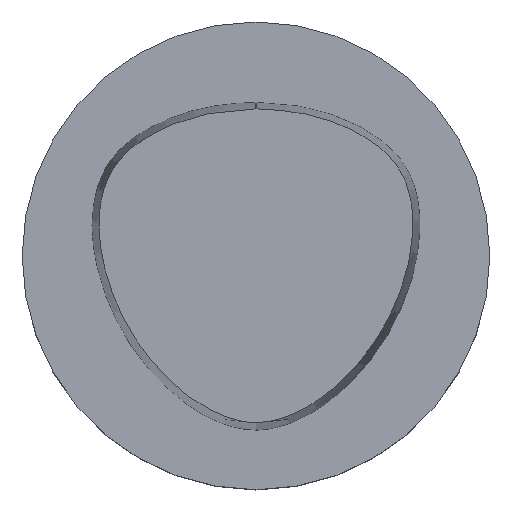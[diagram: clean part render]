
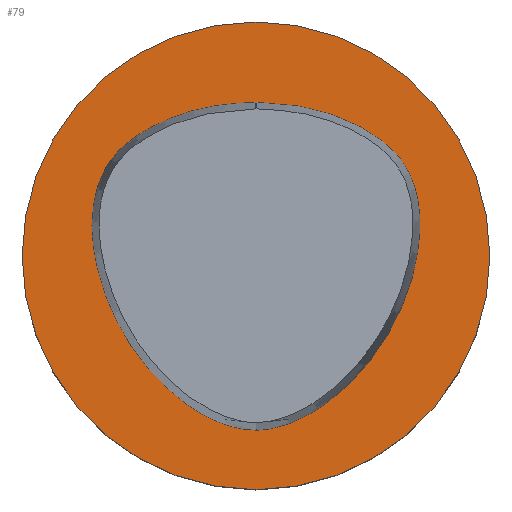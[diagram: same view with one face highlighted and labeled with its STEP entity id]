
A CAD part, top view. The second image highlights one B-rep face of the part: STEP entity #79.
In plain terms, the highlighted planar face has unit normal (0, 0, 1).
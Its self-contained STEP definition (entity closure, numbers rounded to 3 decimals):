
#79=ADVANCED_FACE('',(#95,#96),#97,.T.);
#95=FACE_BOUND('',#261,.T.);
#96=FACE_OUTER_BOUND('',#262,.T.);
#97=PLANE('',#263);
#261=EDGE_LOOP('',(#300,#301,#302));
#262=EDGE_LOOP('',(#303));
#263=AXIS2_PLACEMENT_3D('',#304,#305,#306);
#300=ORIENTED_EDGE('',*,*,#336,.T.);
#301=ORIENTED_EDGE('',*,*,#340,.T.);
#302=ORIENTED_EDGE('',*,*,#343,.T.);
#303=ORIENTED_EDGE('',*,*,#344,.T.);
#304=CARTESIAN_POINT('',(0.,15.746,0.));
#305=DIRECTION('',(0.,0.,1.0));
#306=DIRECTION('',(0.,1.0,0.));
#336=EDGE_CURVE('',#350,#351,#352,.T.);
#340=EDGE_CURVE('',#351,#358,#359,.T.);
#343=EDGE_CURVE('',#358,#350,#362,.T.);
#344=EDGE_CURVE('',#363,#363,#364,.T.);
#350=VERTEX_POINT('',#375);
#351=VERTEX_POINT('',#376);
#352=B_SPLINE_CURVE_WITH_KNOTS('',3,(#377,#378,#379,#380,#381,#382,#383,#384,#385,#386,#387,#388,#389,#390,#391,#392,#393),.UNSPECIFIED.,.F.,.F.,(4,1,1,1,1,1,1,1,1,1,1,1,1,1,4),(-13.23,-12.817,-12.403,-11.99,-11.576,-11.163,-10.956,-10.75,-10.336,-9.923,-9.096,-8.269,-7.442,-7.029,-6.615),.UNSPECIFIED.);
#358=VERTEX_POINT('',#416);
#359=B_SPLINE_CURVE_WITH_KNOTS('',3,(#417,#418,#419,#420,#421,#422,#423,#424,#425,#426,#427,#428,#429,#430,#431,#432,#433,#434),.UNSPECIFIED.,.F.,.F.,(4,1,1,1,1,1,1,1,1,2,1,1,1,1,4),(-6.615,-6.202,-5.788,-5.375,-4.961,-4.134,-3.308,-2.894,-2.481,-2.067,-1.654,-1.24,-0.827,-0.413,0.0),.UNSPECIFIED.);
#362=CIRCLE('',#453,0.95);
#363=VERTEX_POINT('',#454);
#364=CIRCLE('',#455,31.493);
#375=CARTESIAN_POINT('',(0.045,20.677,0.));
#376=CARTESIAN_POINT('',(0.044,-23.469,0.));
#377=CARTESIAN_POINT('',(0.045,20.677,0.));
#378=CARTESIAN_POINT('',(1.424,20.61,0.));
#379=CARTESIAN_POINT('',(4.223,20.484,0.));
#380=CARTESIAN_POINT('',(8.472,19.689,0.));
#381=CARTESIAN_POINT('',(12.514,18.243,0.0));
#382=CARTESIAN_POINT('',(16.304,16.173,0.));
#383=CARTESIAN_POINT('',(19.145,13.704,0.));
#384=CARTESIAN_POINT('',(20.732,11.101,0.0));
#385=CARTESIAN_POINT('',(21.783,8.281,0.));
#386=CARTESIAN_POINT('',(22.226,4.609,0.0));
#387=CARTESIAN_POINT('',(21.744,-1.113,0.0));
#388=CARTESIAN_POINT('',(19.552,-7.954,0.0));
#389=CARTESIAN_POINT('',(14.957,-15.209,0.0));
#390=CARTESIAN_POINT('',(9.668,-20.083,0.));
#391=CARTESIAN_POINT('',(4.516,-22.795,0.));
#392=CARTESIAN_POINT('',(1.559,-23.461,0.));
#393=CARTESIAN_POINT('',(0.044,-23.469,0.));
#416=CARTESIAN_POINT('',(-0.045,20.677,0.));
#417=CARTESIAN_POINT('',(0.044,-23.469,0.));
#418=CARTESIAN_POINT('',(-1.471,-23.477,0.));
#419=CARTESIAN_POINT('',(-4.439,-22.821,0.));
#420=CARTESIAN_POINT('',(-8.35,-20.8,0.));
#421=CARTESIAN_POINT('',(-11.745,-18.156,0.));
#422=CARTESIAN_POINT('',(-15.699,-14.041,0.));
#423=CARTESIAN_POINT('',(-19.535,-8.006,0.));
#424=CARTESIAN_POINT('',(-21.721,-1.161,0.0));
#425=CARTESIAN_POINT('',(-22.249,4.55,0.0));
#426=CARTESIAN_POINT('',(-21.665,9.002,0.0));
#427=CARTESIAN_POINT('',(-20.395,11.778,0.0));
#428=CARTESIAN_POINT('',(-18.593,14.198,0.0));
#429=CARTESIAN_POINT('',(-16.323,16.178,0.0));
#430=CARTESIAN_POINT('',(-12.508,18.252,0.));
#431=CARTESIAN_POINT('',(-8.468,19.679,0.));
#432=CARTESIAN_POINT('',(-4.23,20.488,0.));
#433=CARTESIAN_POINT('',(-1.423,20.613,0.));
#434=CARTESIAN_POINT('',(-0.045,20.677,0.));
#453=AXIS2_PLACEMENT_3D('',#469,#470,#471);
#454=CARTESIAN_POINT('',(0.,31.493,0.));
#455=AXIS2_PLACEMENT_3D('',#472,#473,#474);
#469=CARTESIAN_POINT('',(-0.001,19.728,0.));
#470=DIRECTION('',(0.,0.,-1.0));
#471=DIRECTION('',(-0.046,0.999,0.));
#472=CARTESIAN_POINT('',(0.0,0.0,0.0));
#473=DIRECTION('',(0.,0.,1.0));
#474=DIRECTION('',(0.,1.0,0.));
